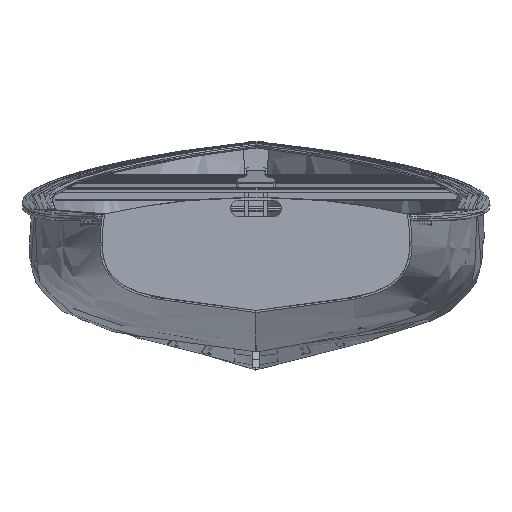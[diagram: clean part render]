
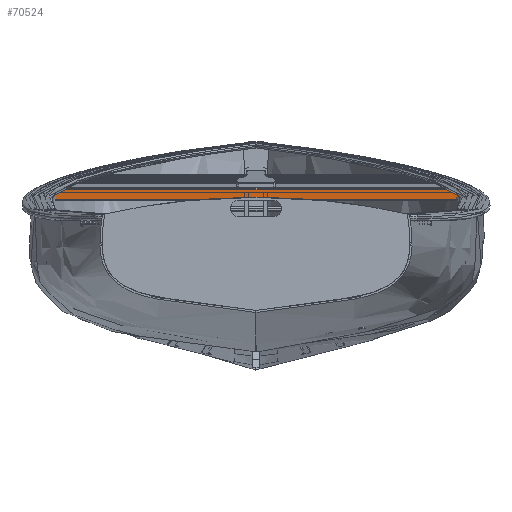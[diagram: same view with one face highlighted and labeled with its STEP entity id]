
A CAD part, left-side view. The second image highlights one B-rep face of the part: STEP entity #70524.
In plain terms, the highlighted free-form (B-spline) face has degree [1, 1] with [2, 2] control points.
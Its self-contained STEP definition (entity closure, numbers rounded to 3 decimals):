
#70487 = VERTEX_POINT('',#70488);
#70488 = CARTESIAN_POINT('',(-2449.171,-1167.625,
    726.559));
#70501 = VERTEX_POINT('',#70502);
#70502 = CARTESIAN_POINT('',(-2449.171,1167.625,
    726.559));
#70513 = EDGE_CURVE('',#70501,#70487,#70514,.T.);
#70514 = B_SPLINE_CURVE_WITH_KNOTS('',1,(#70515,#70516),.UNSPECIFIED.,
  .F.,.F.,(2,2),(-1615.762,0.),.PIECEWISE_BEZIER_KNOTS.);
#70515 = CARTESIAN_POINT('',(-2449.171,1167.625,
    726.559));
#70516 = CARTESIAN_POINT('',(-2449.171,-1167.625,
    726.559));
#70524 = ADVANCED_FACE('',(#70525),#70555,.T.);
#70525 = FACE_BOUND('',#70526,.T.);
#70526 = EDGE_LOOP('',(#70527,#70538,#70539,#70550));
#70527 = ORIENTED_EDGE('',*,*,#70528,.F.);
#70528 = EDGE_CURVE('',#70487,#70529,#70531,.T.);
#70529 = VERTEX_POINT('',#70530);
#70530 = CARTESIAN_POINT('',(-2444.274,-1158.152,
    664.344));
#70531 = B_SPLINE_CURVE_WITH_KNOTS('',5,(#70532,#70533,#70534,#70535,
    #70536,#70537),.UNSPECIFIED.,.F.,.F.,(6,6),(-61.78,
    -5.033),.PIECEWISE_BEZIER_KNOTS.);
#70532 = CARTESIAN_POINT('',(-2449.171,-1167.625,
    726.559));
#70533 = CARTESIAN_POINT('',(-2448.187,-1165.953,
    714.052));
#70534 = CARTESIAN_POINT('',(-2447.205,-1164.173,
    701.579));
#70535 = CARTESIAN_POINT('',(-2446.226,-1162.281,
    689.138));
#70536 = CARTESIAN_POINT('',(-2445.249,-1160.275,
    676.727));
#70537 = CARTESIAN_POINT('',(-2444.274,-1158.152,
    664.344));
#70538 = ORIENTED_EDGE('',*,*,#70513,.F.);
#70539 = ORIENTED_EDGE('',*,*,#70540,.F.);
#70540 = EDGE_CURVE('',#70541,#70501,#70543,.T.);
#70541 = VERTEX_POINT('',#70542);
#70542 = CARTESIAN_POINT('',(-2444.274,1158.152,
    664.344));
#70543 = B_SPLINE_CURVE_WITH_KNOTS('',5,(#70544,#70545,#70546,#70547,
    #70548,#70549),.UNSPECIFIED.,.F.,.F.,(6,6),(5.033,
    61.78),.PIECEWISE_BEZIER_KNOTS.);
#70544 = CARTESIAN_POINT('',(-2444.274,1158.152,
    664.344));
#70545 = CARTESIAN_POINT('',(-2445.249,1160.275,
    676.727));
#70546 = CARTESIAN_POINT('',(-2446.226,1162.281,
    689.138));
#70547 = CARTESIAN_POINT('',(-2447.205,1164.173,
    701.579));
#70548 = CARTESIAN_POINT('',(-2448.187,1165.953,
    714.052));
#70549 = CARTESIAN_POINT('',(-2449.171,1167.625,
    726.559));
#70550 = ORIENTED_EDGE('',*,*,#70551,.F.);
#70551 = EDGE_CURVE('',#70529,#70541,#70552,.T.);
#70552 = B_SPLINE_CURVE_WITH_KNOTS('',1,(#70553,#70554),.UNSPECIFIED.,
  .F.,.F.,(2,2),(0.,1602.653),.PIECEWISE_BEZIER_KNOTS.);
#70553 = CARTESIAN_POINT('',(-2444.274,-1158.152,
    664.344));
#70554 = CARTESIAN_POINT('',(-2444.274,1158.152,
    664.344));
#70555 = B_SPLINE_SURFACE_WITH_KNOTS('',1,1,(
    (#70556,#70557)
    ,(#70558,#70559
    )),.UNSPECIFIED.,.F.,.F.,.F.,(2,2),(2,2),(4.383,
    47.563),(-1777.398,-161.636),
  .PIECEWISE_BEZIER_KNOTS.);
#70556 = CARTESIAN_POINT('',(-2449.171,1167.625,
    726.559));
#70557 = CARTESIAN_POINT('',(-2449.171,-1167.625,
    726.559));
#70558 = CARTESIAN_POINT('',(-2444.274,1167.625,
    664.344));
#70559 = CARTESIAN_POINT('',(-2444.274,-1167.625,
    664.344));
